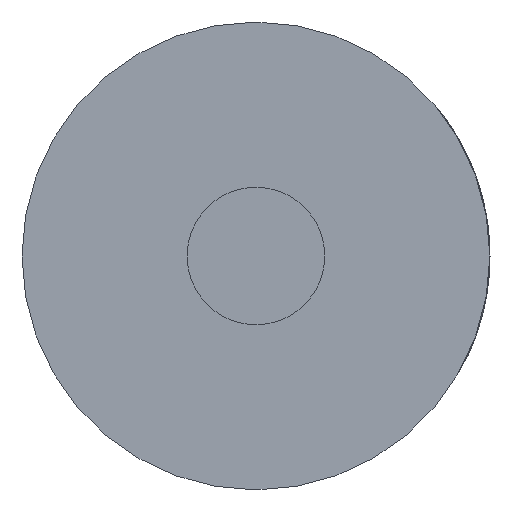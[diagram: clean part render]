
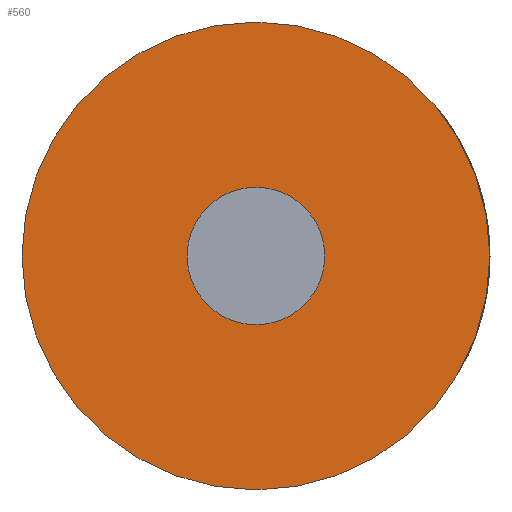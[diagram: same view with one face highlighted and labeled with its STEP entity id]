
A CAD part, front view. The second image highlights one B-rep face of the part: STEP entity #560.
In plain terms, the highlighted planar face has unit normal (0, -1, 0).
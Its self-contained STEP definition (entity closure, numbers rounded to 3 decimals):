
#20=FACE_BOUND('',#118,.T.);
#46=PLANE('',#641);
#82=FACE_OUTER_BOUND('',#117,.T.);
#117=EDGE_LOOP('',(#491));
#118=EDGE_LOOP('',(#492));
#153=CIRCLE('',#635,0.39);
#156=CIRCLE('',#642,1.325);
#283=VERTEX_POINT('',#1100);
#286=VERTEX_POINT('',#1110);
#360=EDGE_CURVE('',#283,#283,#153,.T.);
#363=EDGE_CURVE('',#286,#286,#156,.T.);
#491=ORIENTED_EDGE('',*,*,#363,.T.);
#492=ORIENTED_EDGE('',*,*,#360,.T.);
#560=ADVANCED_FACE('',(#82,#20),#46,.F.);
#635=AXIS2_PLACEMENT_3D('',#1101,#791,#792);
#641=AXIS2_PLACEMENT_3D('',#1109,#803,#804);
#642=AXIS2_PLACEMENT_3D('',#1111,#805,#806);
#791=DIRECTION('center_axis',(0.,1.,0.));
#792=DIRECTION('ref_axis',(-1.,0.,0.));
#803=DIRECTION('center_axis',(0.,1.,0.));
#804=DIRECTION('ref_axis',(0.,0.,1.));
#805=DIRECTION('center_axis',(0.,-1.,0.));
#806=DIRECTION('ref_axis',(1.,0.,0.));
#1100=CARTESIAN_POINT('',(0.39,-2.5,0.));
#1101=CARTESIAN_POINT('Origin',(0.,-2.5,0.));
#1109=CARTESIAN_POINT('Origin',(0.,-2.5,0.));
#1110=CARTESIAN_POINT('',(-1.325,-2.5,0.));
#1111=CARTESIAN_POINT('Origin',(0.,-2.5,0.));
